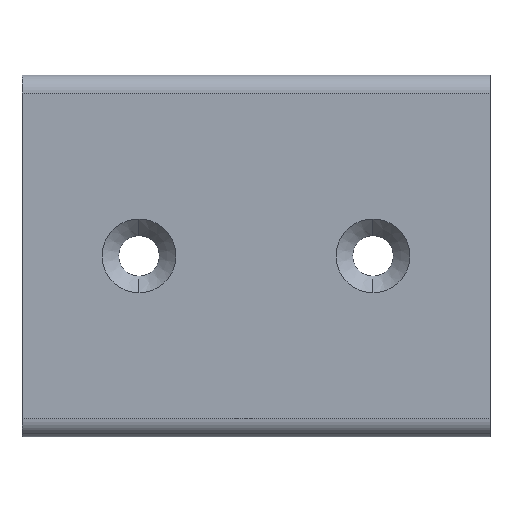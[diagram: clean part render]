
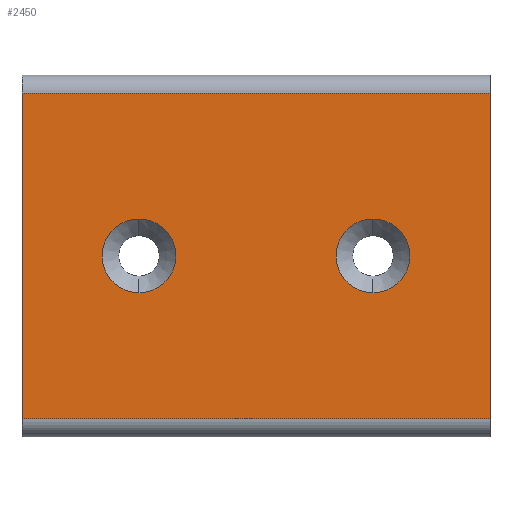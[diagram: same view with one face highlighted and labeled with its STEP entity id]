
A CAD part, top view. The second image highlights one B-rep face of the part: STEP entity #2450.
In plain terms, the highlighted planar face has unit normal (0, 0, 1).
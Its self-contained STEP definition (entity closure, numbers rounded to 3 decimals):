
#520=CARTESIAN_POINT('',(149.,63.9,4.85));
#530=VERTEX_POINT('',#520);
#690=CARTESIAN_POINT('',(149.,72.1,4.85));
#700=VERTEX_POINT('',#690);
#730=CARTESIAN_POINT('',(149.,68.,4.85));
#740=DIRECTION('',(0.,0.,1.));
#750=DIRECTION('',(0.,1.,0.));
#760=AXIS2_PLACEMENT_3D('',#730,#740,#750);
#770=CIRCLE('',#760,4.1);
#780=EDGE_CURVE('',#530,#700,#770,.T.);
#1650=CARTESIAN_POINT('',(175.,72.1,4.85));
#1660=VERTEX_POINT('',#1650);
#1820=CARTESIAN_POINT('',(175.,63.9,4.85));
#1830=VERTEX_POINT('',#1820);
#1860=CARTESIAN_POINT('',(175.,68.,4.85));
#1870=DIRECTION('',(0.,0.,-1.));
#1880=DIRECTION('',(0.,1.,0.));
#1890=AXIS2_PLACEMENT_3D('',#1860,#1870,#1880);
#1900=CIRCLE('',#1890,4.1);
#1910=EDGE_CURVE('',#1830,#1660,#1900,.T.);
#1960=CARTESIAN_POINT('',(162.,47.9,4.85));
#1970=DIRECTION('',(0.,0.,-1.));
#1980=DIRECTION('',(0.,1.,0.));
#1990=AXIS2_PLACEMENT_3D('',#1960,#1970,#1980);
#2000=PLANE('',#1990);
#2010=EDGE_CURVE('',#700,#530,#770,.T.);
#2020=ORIENTED_EDGE('',*,*,#2010,.F.);
#2030=ORIENTED_EDGE('',*,*,#780,.F.);
#2040=EDGE_LOOP('',(#2030,#2020));
#2050=FACE_BOUND('',#2040,.T.);
#2060=EDGE_CURVE('',#1660,#1830,#1900,.T.);
#2070=ORIENTED_EDGE('',*,*,#2060,.T.);
#2080=ORIENTED_EDGE('',*,*,#1910,.T.);
#2090=EDGE_LOOP('',(#2080,#2070));
#2100=FACE_BOUND('',#2090,.T.);
#2110=CARTESIAN_POINT('',(162.,49.9,4.85));
#2120=DIRECTION('',(-1.,0.,0.));
#2130=VECTOR('',#2120,1.);
#2140=LINE('',#2110,#2130);
#2150=CARTESIAN_POINT('',(188.,49.9,4.85));
#2160=VERTEX_POINT('',#2150);
#2170=CARTESIAN_POINT('',(136.,49.9,4.85));
#2180=VERTEX_POINT('',#2170);
#2190=EDGE_CURVE('',#2160,#2180,#2140,.T.);
#2200=ORIENTED_EDGE('',*,*,#2190,.F.);
#2210=CARTESIAN_POINT('',(136.,88.1,4.85));
#2220=DIRECTION('',(0.,-1.,0.));
#2230=VECTOR('',#2220,1.);
#2240=LINE('',#2210,#2230);
#2250=CARTESIAN_POINT('',(136.,86.1,4.85));
#2260=VERTEX_POINT('',#2250);
#2270=EDGE_CURVE('',#2260,#2180,#2240,.T.);
#2280=ORIENTED_EDGE('',*,*,#2270,.T.);
#2290=CARTESIAN_POINT('',(162.,86.1,4.85));
#2300=DIRECTION('',(1.,0.,0.));
#2310=VECTOR('',#2300,1.);
#2320=LINE('',#2290,#2310);
#2330=CARTESIAN_POINT('',(188.,86.1,4.85));
#2340=VERTEX_POINT('',#2330);
#2350=EDGE_CURVE('',#2260,#2340,#2320,.T.);
#2360=ORIENTED_EDGE('',*,*,#2350,.F.);
#2370=CARTESIAN_POINT('',(188.,88.1,4.85));
#2380=DIRECTION('',(0.,-1.,0.));
#2390=VECTOR('',#2380,1.);
#2400=LINE('',#2370,#2390);
#2410=EDGE_CURVE('',#2340,#2160,#2400,.T.);
#2420=ORIENTED_EDGE('',*,*,#2410,.F.);
#2430=EDGE_LOOP('',(#2420,#2360,#2280,#2200));
#2440=FACE_OUTER_BOUND('',#2430,.T.);
#2450=ADVANCED_FACE('',(#2050,#2100,#2440),#2000,.F.);
